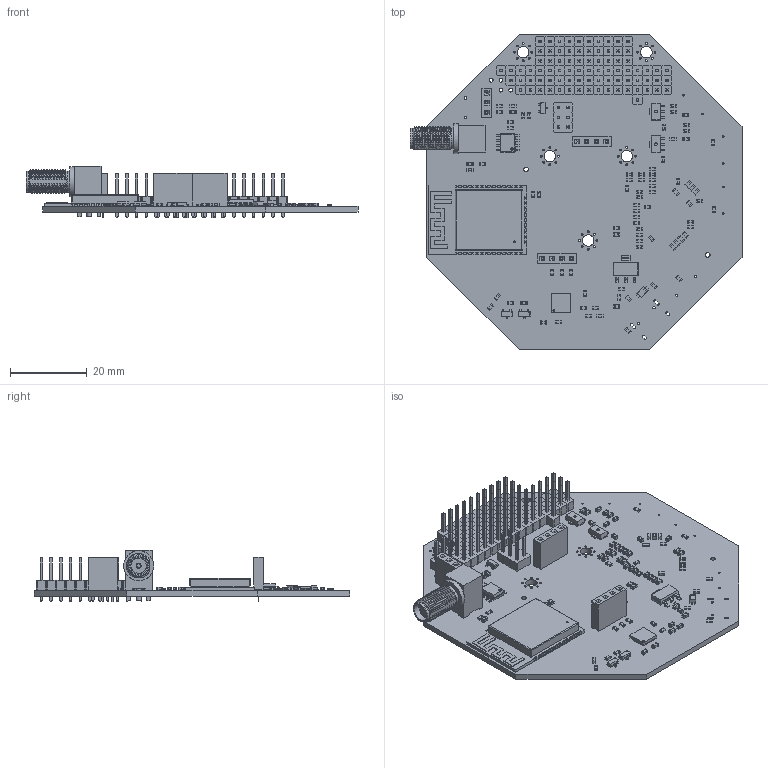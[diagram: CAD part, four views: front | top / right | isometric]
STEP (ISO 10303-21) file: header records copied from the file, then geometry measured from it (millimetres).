
FILE_DESCRIPTION(('KiCad electronic assembly'),'2;1');
FILE_NAME('Uncut Gem.step','2025-07-27T17:41:26',('Pcbnew'),('Kicad'), 'Open CASCADE STEP processor 7.8','KiCad to STEP converter','Unknown' );
FILE_SCHEMA(('AUTOMOTIVE_DESIGN { 1 0 10303 214 1 1 1 1 }'));
Length unit declared in the file: millimetre
Products named in the file (19): Uncut Gem 1; R_0603_1608Metric; C_0603_1608Metric; PinHeader_1x01_P2.54mm_Vertical; D_0603_1608Metric; PinSocket_1x03_P2.54mm_Vertical; SOT-89-3; Uncut Gem 1.17.1; L_0603_1608Metric; PinSocket_1x04_P2.54mm_Vertical; PinHeader_2x03_P2.54mm_Vertical; SOT-223; D_SOD-123F; SOIC-8_3.9x4.9mm_P1.27mm; SOT-23-3; QFN-28-1EP_5x5mm_P0.5mm_EP3.35x3.35mm; SMA_Molex_73251-2200_Horizontal; ESP32-WROOM-32E; Uncut Gem_PCB
Assembly tree (181 placements, depth 3):
  Uncut Gem 1
    R_0603_1608Metric  x29
    C_0603_1608Metric  x46
    PinHeader_1x01_P2.54mm_Vertical  x82
    D_0603_1608Metric  x5
    PinSocket_1x03_P2.54mm_Vertical
    SOT-89-3  x2
      Uncut Gem 1.17.1
    L_0603_1608Metric  x2
    PinSocket_1x04_P2.54mm_Vertical  x2
    PinHeader_2x03_P2.54mm_Vertical
    SOT-223
    D_SOD-123F
    SOIC-8_3.9x4.9mm_P1.27mm
    SOT-23-3  x3
    QFN-28-1EP_5x5mm_P0.5mm_EP3.35x3.35mm
    SMA_Molex_73251-2200_Horizontal
    ESP32-WROOM-32E
    Uncut Gem_PCB
Bounding box: 86.51 x 82.13 x 13.54 mm (x, y, z)
Volume: 12569 mm3; surface area: 21167.5 mm2
Topology: 188 solids, 202 shells, 6618 faces, 16667 edges, 10779 vertices
Faces by surface type: plane 5152, cylinder 1264, bspline 191, cone 7, sphere 4
Full cylindrical faces by diameter (mm): 0.2 x12, 0.46 x8, 0.5 x42, 0.6 x1, 0.65 x2, 0.7 x4, 1 x104, 1.2 x2, 1.27 x1, 1.5 x5, 3 x5, 4 x2, 4.597 x1, 5.385 x2, 7.8 x1
Entity records: 77906 total; most frequent: CARTESIAN_POINT 18568, ORIENTED_EDGE 10200, DIRECTION 9357, EDGE_CURVE 5100, LINE 3989, VECTOR 3989, VERTEX_POINT 3347, AXIS2_PLACEMENT_3D 2684
